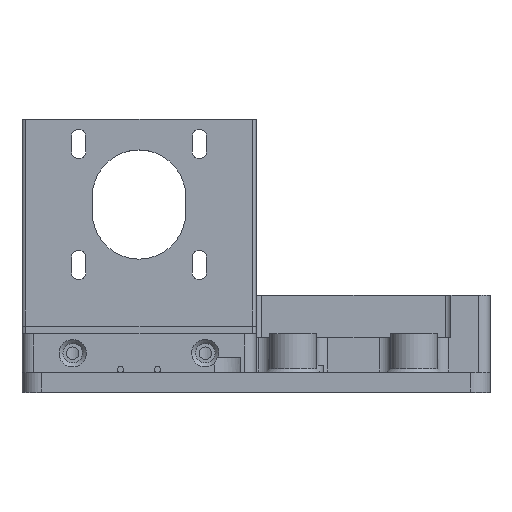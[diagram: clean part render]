
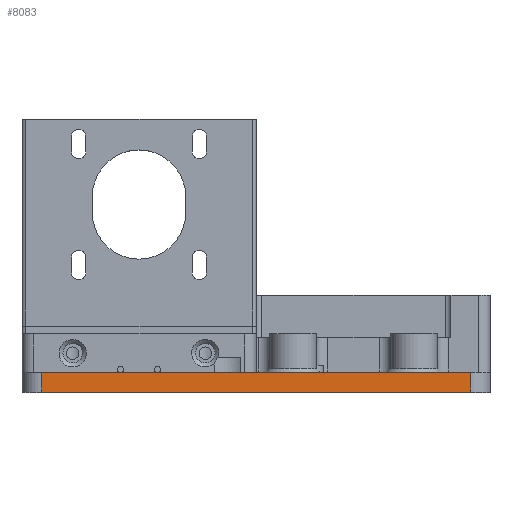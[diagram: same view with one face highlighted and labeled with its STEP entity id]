
A CAD part, top view. The second image highlights one B-rep face of the part: STEP entity #8083.
In plain terms, the highlighted planar face has unit normal (0, 0, 1).
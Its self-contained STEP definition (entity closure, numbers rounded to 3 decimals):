
#216 = PLANE('',#217);
#217 = AXIS2_PLACEMENT_3D('',#218,#219,#220);
#218 = CARTESIAN_POINT('',(-25.,255.,40.));
#219 = DIRECTION('',(0.,1.,0.));
#220 = DIRECTION('',(0.,0.,1.));
#267 = CYLINDRICAL_SURFACE('',#268,5.);
#268 = AXIS2_PLACEMENT_3D('',#269,#270,#271);
#269 = CARTESIAN_POINT('',(-80.,250.,35.));
#270 = DIRECTION('',(0.,1.,0.));
#271 = DIRECTION('',(0.,0.,1.));
#295 = PLANE('',#296);
#296 = AXIS2_PLACEMENT_3D('',#297,#298,#299);
#297 = CARTESIAN_POINT('',(-85.,250.,40.));
#298 = DIRECTION('',(0.,-1.,0.));
#299 = DIRECTION('',(0.,0.,-1.));
#2437 = VERTEX_POINT('',#2438);
#2438 = CARTESIAN_POINT('',(-80.,255.,40.));
#2464 = EDGE_CURVE('',#2465,#2437,#2467,.T.);
#2465 = VERTEX_POINT('',#2466);
#2466 = CARTESIAN_POINT('',(-25.,255.,40.));
#2467 = SURFACE_CURVE('',#2468,(#2472,#2479),.PCURVE_S1.);
#2468 = LINE('',#2469,#2470);
#2469 = CARTESIAN_POINT('',(-25.,255.,40.));
#2470 = VECTOR('',#2471,1.);
#2471 = DIRECTION('',(-1.,0.,0.));
#2472 = PCURVE('',#216,#2473);
#2473 = DEFINITIONAL_REPRESENTATION('',(#2474),#2478);
#2474 = LINE('',#2475,#2476);
#2475 = CARTESIAN_POINT('',(0.,0.));
#2476 = VECTOR('',#2477,1.);
#2477 = DIRECTION('',(0.,-1.));
#2478 = ( GEOMETRIC_REPRESENTATION_CONTEXT(2) 
PARAMETRIC_REPRESENTATION_CONTEXT() REPRESENTATION_CONTEXT('2D SPACE',''
  ) );
#2479 = PCURVE('',#2480,#2485);
#2480 = PLANE('',#2481);
#2481 = AXIS2_PLACEMENT_3D('',#2482,#2483,#2484);
#2482 = CARTESIAN_POINT('',(-27.628,255.872,40.));
#2483 = DIRECTION('',(0.,0.,1.));
#2484 = DIRECTION('',(0.,1.,0.));
#2485 = DEFINITIONAL_REPRESENTATION('',(#2486),#2490);
#2486 = LINE('',#2487,#2488);
#2487 = CARTESIAN_POINT('',(-0.872,-2.628));
#2488 = VECTOR('',#2489,1.);
#2489 = DIRECTION('',(0.,1.));
#2490 = ( GEOMETRIC_REPRESENTATION_CONTEXT(2) 
PARAMETRIC_REPRESENTATION_CONTEXT() REPRESENTATION_CONTEXT('2D SPACE',''
  ) );
#2508 = PLANE('',#2509);
#2509 = AXIS2_PLACEMENT_3D('',#2510,#2511,#2512);
#2510 = CARTESIAN_POINT('',(-85.,255.,40.));
#2511 = DIRECTION('',(0.,-1.,0.));
#2512 = DIRECTION('',(0.,0.,-1.));
#2763 = EDGE_CURVE('',#2764,#2766,#2768,.T.);
#2764 = VERTEX_POINT('',#2765);
#2765 = CARTESIAN_POINT('',(-80.,250.,40.));
#2766 = VERTEX_POINT('',#2767);
#2767 = CARTESIAN_POINT('',(30.,250.,40.));
#2768 = SURFACE_CURVE('',#2769,(#2773,#2780),.PCURVE_S1.);
#2769 = LINE('',#2770,#2771);
#2770 = CARTESIAN_POINT('',(-85.,250.,40.));
#2771 = VECTOR('',#2772,1.);
#2772 = DIRECTION('',(1.,0.,0.));
#2773 = PCURVE('',#295,#2774);
#2774 = DEFINITIONAL_REPRESENTATION('',(#2775),#2779);
#2775 = LINE('',#2776,#2777);
#2776 = CARTESIAN_POINT('',(0.,0.));
#2777 = VECTOR('',#2778,1.);
#2778 = DIRECTION('',(0.,1.));
#2779 = ( GEOMETRIC_REPRESENTATION_CONTEXT(2) 
PARAMETRIC_REPRESENTATION_CONTEXT() REPRESENTATION_CONTEXT('2D SPACE',''
  ) );
#2780 = PCURVE('',#2480,#2781);
#2781 = DEFINITIONAL_REPRESENTATION('',(#2782),#2786);
#2782 = LINE('',#2783,#2784);
#2783 = CARTESIAN_POINT('',(-5.872,57.372));
#2784 = VECTOR('',#2785,1.);
#2785 = DIRECTION('',(0.,-1.));
#2786 = ( GEOMETRIC_REPRESENTATION_CONTEXT(2) 
PARAMETRIC_REPRESENTATION_CONTEXT() REPRESENTATION_CONTEXT('2D SPACE',''
  ) );
#2905 = CYLINDRICAL_SURFACE('',#2906,5.);
#2906 = AXIS2_PLACEMENT_3D('',#2907,#2908,#2909);
#2907 = CARTESIAN_POINT('',(30.,250.,35.));
#2908 = DIRECTION('',(0.,1.,0.));
#2909 = DIRECTION('',(0.,0.,1.));
#3777 = EDGE_CURVE('',#2764,#2437,#3778,.T.);
#3778 = SURFACE_CURVE('',#3779,(#3783,#3790),.PCURVE_S1.);
#3779 = LINE('',#3780,#3781);
#3780 = CARTESIAN_POINT('',(-80.,250.,40.));
#3781 = VECTOR('',#3782,1.);
#3782 = DIRECTION('',(0.,1.,0.));
#3783 = PCURVE('',#267,#3784);
#3784 = DEFINITIONAL_REPRESENTATION('',(#3785),#3789);
#3785 = LINE('',#3786,#3787);
#3786 = CARTESIAN_POINT('',(0.,0.));
#3787 = VECTOR('',#3788,1.);
#3788 = DIRECTION('',(0.,1.));
#3789 = ( GEOMETRIC_REPRESENTATION_CONTEXT(2) 
PARAMETRIC_REPRESENTATION_CONTEXT() REPRESENTATION_CONTEXT('2D SPACE',''
  ) );
#3790 = PCURVE('',#2480,#3791);
#3791 = DEFINITIONAL_REPRESENTATION('',(#3792),#3796);
#3792 = LINE('',#3793,#3794);
#3793 = CARTESIAN_POINT('',(-5.872,52.372));
#3794 = VECTOR('',#3795,1.);
#3795 = DIRECTION('',(1.,0.));
#3796 = ( GEOMETRIC_REPRESENTATION_CONTEXT(2) 
PARAMETRIC_REPRESENTATION_CONTEXT() REPRESENTATION_CONTEXT('2D SPACE',''
  ) );
#8083 = ADVANCED_FACE('',(#8084),#2480,.T.);
#8084 = FACE_BOUND('',#8085,.T.);
#8085 = EDGE_LOOP('',(#8086,#8087,#8088,#8089,#8112));
#8086 = ORIENTED_EDGE('',*,*,#2464,.T.);
#8087 = ORIENTED_EDGE('',*,*,#3777,.F.);
#8088 = ORIENTED_EDGE('',*,*,#2763,.T.);
#8089 = ORIENTED_EDGE('',*,*,#8090,.T.);
#8090 = EDGE_CURVE('',#2766,#8091,#8093,.T.);
#8091 = VERTEX_POINT('',#8092);
#8092 = CARTESIAN_POINT('',(30.,255.,40.));
#8093 = SURFACE_CURVE('',#8094,(#8098,#8105),.PCURVE_S1.);
#8094 = LINE('',#8095,#8096);
#8095 = CARTESIAN_POINT('',(30.,250.,40.));
#8096 = VECTOR('',#8097,1.);
#8097 = DIRECTION('',(0.,1.,0.));
#8098 = PCURVE('',#2480,#8099);
#8099 = DEFINITIONAL_REPRESENTATION('',(#8100),#8104);
#8100 = LINE('',#8101,#8102);
#8101 = CARTESIAN_POINT('',(-5.872,-57.628));
#8102 = VECTOR('',#8103,1.);
#8103 = DIRECTION('',(1.,0.));
#8104 = ( GEOMETRIC_REPRESENTATION_CONTEXT(2) 
PARAMETRIC_REPRESENTATION_CONTEXT() REPRESENTATION_CONTEXT('2D SPACE',''
  ) );
#8105 = PCURVE('',#2905,#8106);
#8106 = DEFINITIONAL_REPRESENTATION('',(#8107),#8111);
#8107 = LINE('',#8108,#8109);
#8108 = CARTESIAN_POINT('',(0.,0.));
#8109 = VECTOR('',#8110,1.);
#8110 = DIRECTION('',(0.,1.));
#8111 = ( GEOMETRIC_REPRESENTATION_CONTEXT(2) 
PARAMETRIC_REPRESENTATION_CONTEXT() REPRESENTATION_CONTEXT('2D SPACE',''
  ) );
#8112 = ORIENTED_EDGE('',*,*,#8113,.F.);
#8113 = EDGE_CURVE('',#2465,#8091,#8114,.T.);
#8114 = SURFACE_CURVE('',#8115,(#8119,#8126),.PCURVE_S1.);
#8115 = LINE('',#8116,#8117);
#8116 = CARTESIAN_POINT('',(-85.,255.,40.));
#8117 = VECTOR('',#8118,1.);
#8118 = DIRECTION('',(1.,0.,0.));
#8119 = PCURVE('',#2480,#8120);
#8120 = DEFINITIONAL_REPRESENTATION('',(#8121),#8125);
#8121 = LINE('',#8122,#8123);
#8122 = CARTESIAN_POINT('',(-0.872,57.372));
#8123 = VECTOR('',#8124,1.);
#8124 = DIRECTION('',(0.,-1.));
#8125 = ( GEOMETRIC_REPRESENTATION_CONTEXT(2) 
PARAMETRIC_REPRESENTATION_CONTEXT() REPRESENTATION_CONTEXT('2D SPACE',''
  ) );
#8126 = PCURVE('',#2508,#8127);
#8127 = DEFINITIONAL_REPRESENTATION('',(#8128),#8132);
#8128 = LINE('',#8129,#8130);
#8129 = CARTESIAN_POINT('',(0.,0.));
#8130 = VECTOR('',#8131,1.);
#8131 = DIRECTION('',(0.,1.));
#8132 = ( GEOMETRIC_REPRESENTATION_CONTEXT(2) 
PARAMETRIC_REPRESENTATION_CONTEXT() REPRESENTATION_CONTEXT('2D SPACE',''
  ) );
